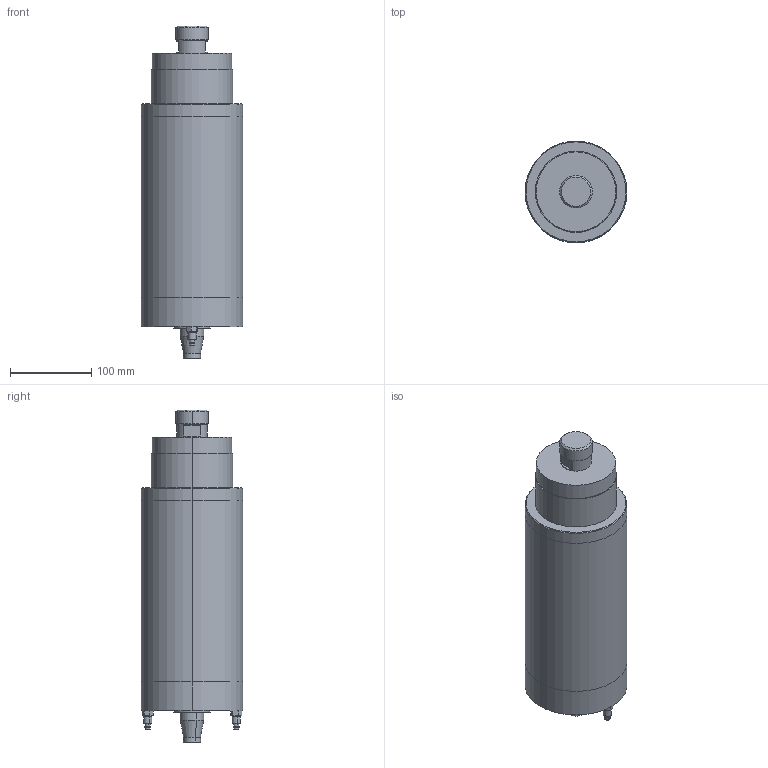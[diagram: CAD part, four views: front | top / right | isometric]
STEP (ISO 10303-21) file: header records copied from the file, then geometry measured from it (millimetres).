
FILE_DESCRIPTION (( 'STEP AP203' ), '1' );
FILE_NAME ('GDK125-18Z-6.5軞蚾.STEP', '2023-02-20T08:19:56', ( '' ), ( '' ), 'SwSTEP 2.0', 'SolidWorks 2019', '' );
FILE_SCHEMA (( 'CONFIG_CONTROL_DESIGN' ));
Length unit declared in the file: millimetre
Products named in the file (4): GDK125-18Z-6.5; 阨郲30.5ㄗM8ㄘ; GDK125-18Z-6.5軞蚾; 堤盄釱脣芛32x32
Assembly tree (4 placements, depth 2):
  GDK125-18Z-6.5軞蚾
    GDK125-18Z-6.5
    堤盄釱脣芛32x32
    阨郲30.5ㄗM8ㄘ  x2
Bounding box: 125 x 125 x 408.5 mm (x, y, z)
Volume: 3912355.4 mm3; surface area: 213565.8 mm2
Topology: 6 solids, 6 shells, 102 faces, 210 edges, 136 vertices
Faces by surface type: cylinder 48, plane 46, cone 8
Entity records: 2484 total; most frequent: DIRECTION 408, CARTESIAN_POINT 340, ORIENTED_EDGE 312, AXIS2_PLACEMENT_3D 168, EDGE_CURVE 156, VERTEX_POINT 100, EDGE_LOOP 90, CIRCLE 84
